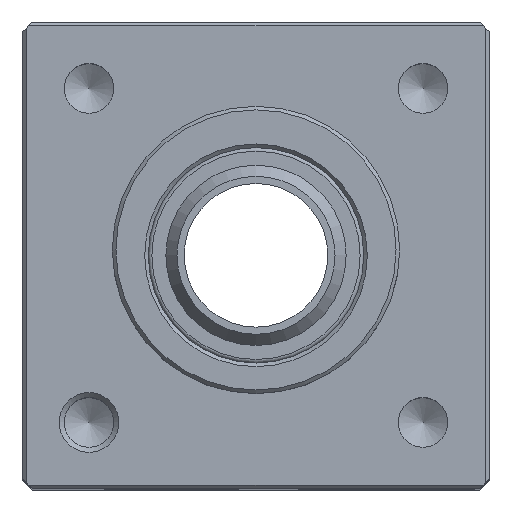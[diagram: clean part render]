
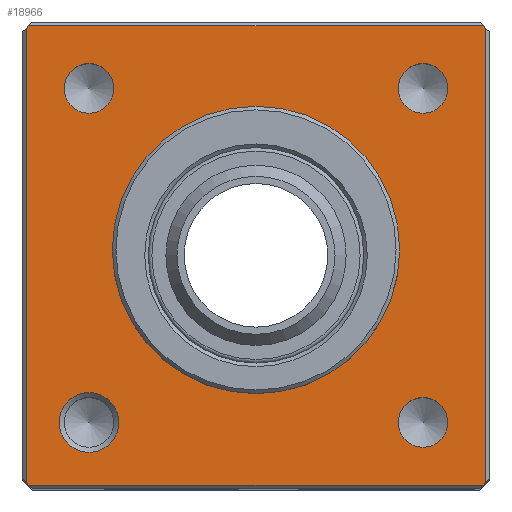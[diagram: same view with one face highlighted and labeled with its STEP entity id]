
A CAD part, top view. The second image highlights one B-rep face of the part: STEP entity #18966.
In plain terms, the highlighted planar face has unit normal (0, 0, 1).
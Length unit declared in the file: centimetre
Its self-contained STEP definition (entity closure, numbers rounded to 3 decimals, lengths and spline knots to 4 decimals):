
#173=CIRCLE($,#19478,2.);
#176=CIRCLE($,#19487,4.5);
#178=CIRCLE($,#19491,4.5);
#179=CIRCLE($,#19492,4.5);
#180=CIRCLE($,#19493,4.5);
#181=CIRCLE($,#19494,0.4156);
#182=CIRCLE($,#19495,0.3456);
#183=CIRCLE($,#19496,0.3456);
#184=CIRCLE($,#19497,0.3456);
#572=FACE_BOUND($,#3015,.T.);
#573=FACE_BOUND($,#3016,.T.);
#574=FACE_BOUND($,#3017,.T.);
#575=FACE_BOUND($,#3018,.T.);
#576=FACE_BOUND($,#3019,.T.);
#916=PLANE($,#19490);
#1860=FACE_OUTER_BOUND($,#3014,.T.);
#3014=EDGE_LOOP($,(#16441,#16442,#16443,#16444,#16445,#16446,#16447,#16448));
#3015=EDGE_LOOP($,(#16449));
#3016=EDGE_LOOP($,(#16450));
#3017=EDGE_LOOP($,(#16451));
#3018=EDGE_LOOP($,(#16452));
#3019=EDGE_LOOP($,(#16453));
#4468=LINE($,#38185,#5625);
#4470=LINE($,#38198,#5627);
#4471=LINE($,#38202,#5628);
#4472=LINE($,#38205,#5629);
#5625=VECTOR($,#21412,6.3277);
#5627=VECTOR($,#21426,6.3277);
#5628=VECTOR($,#21429,6.3277);
#5629=VECTOR($,#21432,6.3277);
#8628=VERTEX_POINT($,#38172);
#8631=VERTEX_POINT($,#38181);
#8632=VERTEX_POINT($,#38183);
#8633=VERTEX_POINT($,#38187);
#8636=VERTEX_POINT($,#38195);
#8637=VERTEX_POINT($,#38197);
#8638=VERTEX_POINT($,#38199);
#8639=VERTEX_POINT($,#38201);
#8640=VERTEX_POINT($,#38203);
#8641=VERTEX_POINT($,#38206);
#8642=VERTEX_POINT($,#38208);
#8643=VERTEX_POINT($,#38210);
#8644=VERTEX_POINT($,#38212);
#11313=EDGE_CURVE($,#8628,#8628,#173,.T.);
#11318=EDGE_CURVE($,#8632,#8631,#4468,.T.);
#11319=EDGE_CURVE($,#8633,#8631,#176,.T.);
#11323=EDGE_CURVE($,#8632,#8636,#178,.T.);
#11324=EDGE_CURVE($,#8637,#8636,#4470,.T.);
#11325=EDGE_CURVE($,#8637,#8638,#179,.T.);
#11326=EDGE_CURVE($,#8639,#8638,#4471,.T.);
#11327=EDGE_CURVE($,#8639,#8640,#180,.T.);
#11328=EDGE_CURVE($,#8633,#8640,#4472,.T.);
#11329=EDGE_CURVE($,#8641,#8641,#181,.T.);
#11330=EDGE_CURVE($,#8642,#8642,#182,.T.);
#11331=EDGE_CURVE($,#8643,#8643,#183,.T.);
#11332=EDGE_CURVE($,#8644,#8644,#184,.T.);
#16441=ORIENTED_EDGE($,*,*,#11318,.F.);
#16442=ORIENTED_EDGE($,*,*,#11323,.T.);
#16443=ORIENTED_EDGE($,*,*,#11324,.F.);
#16444=ORIENTED_EDGE($,*,*,#11325,.T.);
#16445=ORIENTED_EDGE($,*,*,#11326,.F.);
#16446=ORIENTED_EDGE($,*,*,#11327,.T.);
#16447=ORIENTED_EDGE($,*,*,#11328,.F.);
#16448=ORIENTED_EDGE($,*,*,#11319,.T.);
#16449=ORIENTED_EDGE($,*,*,#11329,.F.);
#16450=ORIENTED_EDGE($,*,*,#11313,.F.);
#16451=ORIENTED_EDGE($,*,*,#11330,.T.);
#16452=ORIENTED_EDGE($,*,*,#11331,.T.);
#16453=ORIENTED_EDGE($,*,*,#11332,.T.);
#18966=ADVANCED_FACE($,(#1860,#572,#573,#574,#575,#576),#916,.F.);
#19478=AXIS2_PLACEMENT_3D($,#38173,#21396,#21397);
#19487=AXIS2_PLACEMENT_3D($,#38188,#21415,#21416);
#19490=AXIS2_PLACEMENT_3D($,#38194,#21422,#21423);
#19491=AXIS2_PLACEMENT_3D($,#38196,#21424,#21425);
#19492=AXIS2_PLACEMENT_3D($,#38200,#21427,#21428);
#19493=AXIS2_PLACEMENT_3D($,#38204,#21430,#21431);
#19494=AXIS2_PLACEMENT_3D($,#38207,#21433,#21434);
#19495=AXIS2_PLACEMENT_3D($,#38209,#21435,#21436);
#19496=AXIS2_PLACEMENT_3D($,#38211,#21437,#21438);
#19497=AXIS2_PLACEMENT_3D($,#38213,#21439,#21440);
#21396=DIRECTION('center_axis',(0.,0.,1.));
#21397=DIRECTION('ref_axis',(-1.,0.,0.));
#21412=DIRECTION($,(0.,1.,0.));
#21415=DIRECTION('center_axis',(0.,0.,1.));
#21416=DIRECTION('ref_axis',(-1.,0.,0.));
#21422=DIRECTION('center_axis',(0.,0.,-1.));
#21423=DIRECTION('ref_axis',(-1.,0.,0.));
#21424=DIRECTION('center_axis',(0.,0.,1.));
#21425=DIRECTION('ref_axis',(-1.,0.,0.));
#21426=DIRECTION($,(-1.,0.,0.));
#21427=DIRECTION('center_axis',(0.,0.,1.));
#21428=DIRECTION('ref_axis',(-1.,0.,0.));
#21429=DIRECTION($,(0.,-1.,0.));
#21430=DIRECTION('center_axis',(0.,0.,1.));
#21431=DIRECTION('ref_axis',(-1.,0.,0.));
#21432=DIRECTION($,(1.,0.,0.));
#21433=DIRECTION('center_axis',(0.,0.,1.));
#21434=DIRECTION('ref_axis',(-1.,0.,0.));
#21435=DIRECTION('center_axis',(0.,0.,-1.));
#21436=DIRECTION('ref_axis',(1.,0.,0.));
#21437=DIRECTION('center_axis',(0.,0.,-1.));
#21438=DIRECTION('ref_axis',(1.,0.,0.));
#21439=DIRECTION('center_axis',(0.,0.,-1.));
#21440=DIRECTION('ref_axis',(1.,0.,0.));
#38172=CARTESIAN_POINT('',(7.824,0.7693,10.2453));
#38173=CARTESIAN_POINT('Origin',(9.824,0.7693,10.2453));
#38181=CARTESIAN_POINT('',(6.624,3.8582,10.2453));
#38183=CARTESIAN_POINT('',(6.624,-2.4695,10.2453));
#38185=CARTESIAN_POINT($,(6.624,-2.4695,10.2453));
#38187=CARTESIAN_POINT('',(6.6601,3.8943,10.2453));
#38188=CARTESIAN_POINT('Origin',(9.824,0.6943,10.2453));
#38194=CARTESIAN_POINT('Origin',(5.824,0.7693,10.2453));
#38195=CARTESIAN_POINT('',(6.6601,-2.5057,10.2453));
#38196=CARTESIAN_POINT('Origin',(9.824,0.6943,10.2453));
#38197=CARTESIAN_POINT('',(12.9878,-2.5057,10.2453));
#38198=CARTESIAN_POINT($,(12.9878,-2.5057,10.2453));
#38199=CARTESIAN_POINT('',(13.024,-2.4695,10.2453));
#38200=CARTESIAN_POINT('Origin',(9.824,0.6943,10.2453));
#38201=CARTESIAN_POINT('',(13.024,3.8582,10.2453));
#38202=CARTESIAN_POINT($,(13.024,3.8582,10.2453));
#38203=CARTESIAN_POINT('',(12.9878,3.8943,10.2453));
#38204=CARTESIAN_POINT('Origin',(9.824,0.6943,10.2453));
#38205=CARTESIAN_POINT($,(6.6601,3.8943,10.2453));
#38206=CARTESIAN_POINT('',(7.9146,-1.6307,10.2453));
#38207=CARTESIAN_POINT('Origin',(7.499,-1.6307,10.2453));
#38208=CARTESIAN_POINT('',(12.4946,-1.6307,10.2453));
#38209=CARTESIAN_POINT('Origin',(12.149,-1.6307,10.2453));
#38210=CARTESIAN_POINT('',(7.8446,3.0193,10.2453));
#38211=CARTESIAN_POINT('Origin',(7.499,3.0193,10.2453));
#38212=CARTESIAN_POINT('',(12.4946,3.0193,10.2453));
#38213=CARTESIAN_POINT('Origin',(12.149,3.0193,10.2453));
